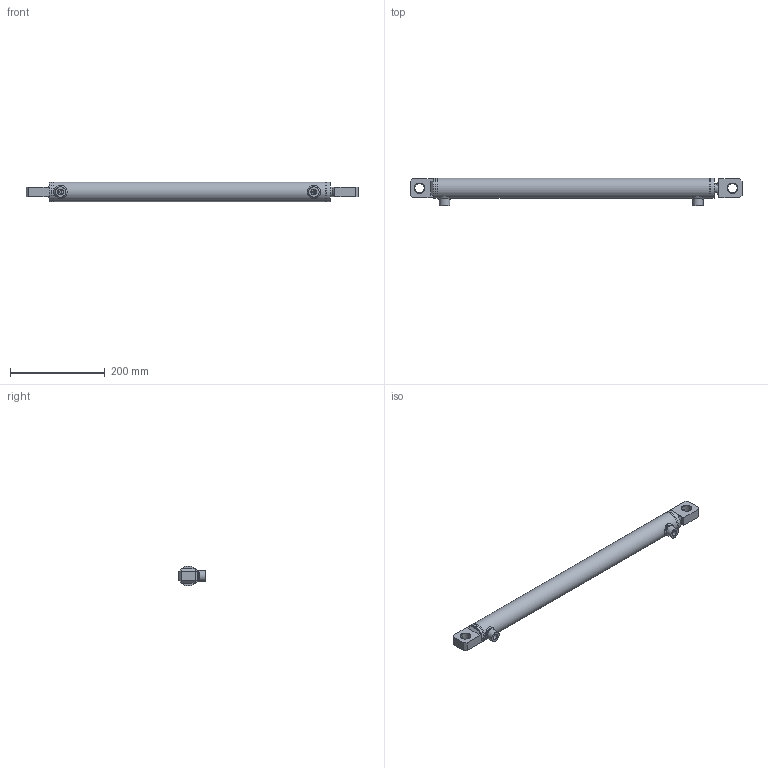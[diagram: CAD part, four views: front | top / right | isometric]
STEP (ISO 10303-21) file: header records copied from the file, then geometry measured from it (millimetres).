
FILE_DESCRIPTION(/* description */ (''),/* implementation_level */ '2;1');
FILE_NAME(/* name */ 'CY0320200500P20P20-1.stp',/* time_stamp */ '2022-05-20T13:44:44+02:00',/* author */ ('msn'),/* organization */ (''),/* preprocessor_version */ 'ST-DEVELOPER v19',/* originating_system */ 'Autodesk Inventor 2023',/* authorisation */ '');
FILE_SCHEMA (('AUTOMOTIVE_DESIGN { 1 0 10303 214 3 1 1 }'));
Length unit declared in the file: millimetre
Products named in the file (8): CY0320200500P20P20-1; CY0320200500P20P20-1_1; rør Ø42; end plug; indskuning; stok Ø20; fast øje Ø20; bøsning
Assembly tree (9 placements, depth 2):
  CY0320200500P20P20-1
    CY0320200500P20P20-1_1
    rør Ø42
    end plug
    fast øje Ø20  x2
    indskuning
    stok Ø20
    bøsning  x2
Bounding box: 700 x 57.85 x 42 mm (x, y, z)
Volume: 481161.5 mm3; surface area: 179638.7 mm2
Topology: 15 solids, 15 shells, 85 faces, 185 edges, 125 vertices
Faces by surface type: plane 46, cylinder 25, cone 12, bspline 2
Full cylindrical faces by diameter (mm): 4 x1, 4.917 x2, 5 x2, 11.445 x2, 16 x1, 20 x3, 22 x4, 32 x1, 42 x5
Entity records: 3137 total; most frequent: CARTESIAN_POINT 1302, DIRECTION 328, ORIENTED_EDGE 292, EDGE_CURVE 146, AXIS2_PLACEMENT_3D 125, VERTEX_POINT 98, EDGE_LOOP 86, LINE 78
